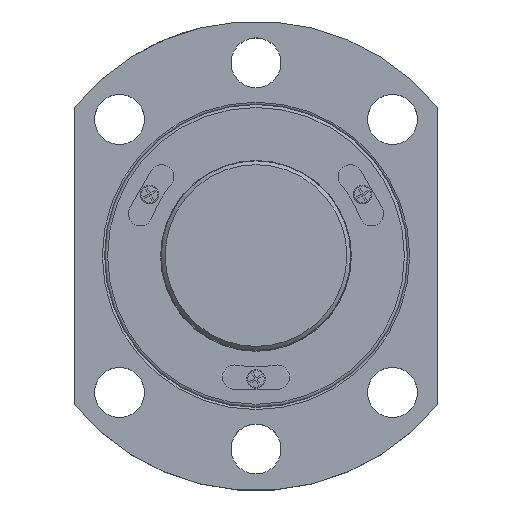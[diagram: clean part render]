
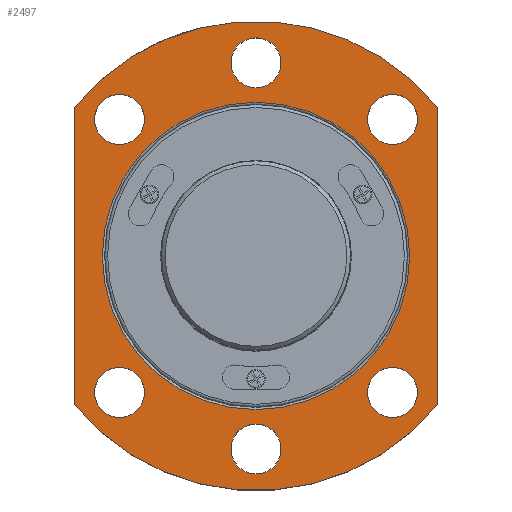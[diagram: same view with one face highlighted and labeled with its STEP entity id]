
A CAD part, top view. The second image highlights one B-rep face of the part: STEP entity #2497.
In plain terms, the highlighted planar face has unit normal (0, 0, 1).
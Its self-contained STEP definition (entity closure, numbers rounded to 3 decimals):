
#82=LINE('',#3900,#272);
#83=LINE('',#3901,#273);
#272=VECTOR('',#3004,1000.);
#273=VECTOR('',#3005,1000.);
#452=PLANE('',#2698);
#708=ORIENTED_EDGE('',*,*,#1414,.T.);
#709=ORIENTED_EDGE('',*,*,#1415,.T.);
#710=ORIENTED_EDGE('',*,*,#1410,.F.);
#711=ORIENTED_EDGE('',*,*,#1416,.T.);
#712=ORIENTED_EDGE('',*,*,#1406,.F.);
#713=ORIENTED_EDGE('',*,*,#1417,.T.);
#714=ORIENTED_EDGE('',*,*,#1418,.T.);
#715=ORIENTED_EDGE('',*,*,#1419,.T.);
#716=ORIENTED_EDGE('',*,*,#1420,.T.);
#717=ORIENTED_EDGE('',*,*,#1421,.T.);
#718=ORIENTED_EDGE('',*,*,#1422,.T.);
#1406=EDGE_CURVE('',#1760,#1761,#1965,.T.);
#1410=EDGE_CURVE('',#1764,#1765,#1967,.T.);
#1414=EDGE_CURVE('',#1768,#1768,#1969,.T.);
#1415=EDGE_CURVE('',#1769,#1769,#1970,.T.);
#1416=EDGE_CURVE('',#1764,#1761,#82,.T.);
#1417=EDGE_CURVE('',#1760,#1765,#83,.T.);
#1418=EDGE_CURVE('',#1770,#1770,#1971,.T.);
#1419=EDGE_CURVE('',#1771,#1771,#1972,.T.);
#1420=EDGE_CURVE('',#1772,#1772,#1973,.T.);
#1421=EDGE_CURVE('',#1773,#1773,#1974,.T.);
#1422=EDGE_CURVE('',#1774,#1774,#1975,.T.);
#1760=VERTEX_POINT('',#3879);
#1761=VERTEX_POINT('',#3880);
#1764=VERTEX_POINT('',#3888);
#1765=VERTEX_POINT('',#3889);
#1768=VERTEX_POINT('',#3897);
#1769=VERTEX_POINT('',#3899);
#1770=VERTEX_POINT('',#3903);
#1771=VERTEX_POINT('',#3905);
#1772=VERTEX_POINT('',#3907);
#1773=VERTEX_POINT('',#3909);
#1774=VERTEX_POINT('',#3911);
#1965=CIRCLE('',#2693,31.);
#1967=CIRCLE('',#2696,31.);
#1969=CIRCLE('',#2699,20.3);
#1970=CIRCLE('',#2700,3.3);
#1971=CIRCLE('',#2701,3.3);
#1972=CIRCLE('',#2702,3.3);
#1973=CIRCLE('',#2703,3.3);
#1974=CIRCLE('',#2704,3.3);
#1975=CIRCLE('',#2705,3.3);
#2051=EDGE_LOOP('',(#708));
#2052=EDGE_LOOP('',(#709));
#2053=EDGE_LOOP('',(#710,#711,#712,#713));
#2054=EDGE_LOOP('',(#714));
#2055=EDGE_LOOP('',(#715));
#2056=EDGE_LOOP('',(#716));
#2057=EDGE_LOOP('',(#717));
#2058=EDGE_LOOP('',(#718));
#2277=FACE_BOUND('',#2051,.T.);
#2278=FACE_BOUND('',#2052,.T.);
#2279=FACE_BOUND('',#2053,.T.);
#2280=FACE_BOUND('',#2054,.T.);
#2281=FACE_BOUND('',#2055,.T.);
#2282=FACE_BOUND('',#2056,.T.);
#2283=FACE_BOUND('',#2057,.T.);
#2284=FACE_BOUND('',#2058,.T.);
#2497=ADVANCED_FACE('',(#2277,#2278,#2279,#2280,#2281,#2282,#2283,#2284),
#452,.T.);
#2693=AXIS2_PLACEMENT_3D('',#3878,#2984,#2985);
#2696=AXIS2_PLACEMENT_3D('',#3887,#2992,#2993);
#2698=AXIS2_PLACEMENT_3D('',#3895,#2998,#2999);
#2699=AXIS2_PLACEMENT_3D('',#3896,#3000,#3001);
#2700=AXIS2_PLACEMENT_3D('',#3898,#3002,#3003);
#2701=AXIS2_PLACEMENT_3D('',#3902,#3006,#3007);
#2702=AXIS2_PLACEMENT_3D('',#3904,#3008,#3009);
#2703=AXIS2_PLACEMENT_3D('',#3906,#3010,#3011);
#2704=AXIS2_PLACEMENT_3D('',#3908,#3012,#3013);
#2705=AXIS2_PLACEMENT_3D('',#3910,#3014,#3015);
#2984=DIRECTION('',(0.,0.,-1.));
#2985=DIRECTION('',(-1.,0.,0.));
#2992=DIRECTION('',(0.,0.,-1.));
#2993=DIRECTION('',(-1.,0.,0.));
#2998=DIRECTION('',(0.,0.,1.));
#2999=DIRECTION('',(1.,0.,0.));
#3000=DIRECTION('',(0.,0.,-1.));
#3001=DIRECTION('',(-1.,0.,0.));
#3002=DIRECTION('',(0.,0.,-1.));
#3003=DIRECTION('',(-1.,0.,0.));
#3004=DIRECTION('',(0.,-1.,0.));
#3005=DIRECTION('',(0.,1.,0.));
#3006=DIRECTION('',(0.,0.,-1.));
#3007=DIRECTION('',(-1.,0.,0.));
#3008=DIRECTION('',(0.,0.,-1.));
#3009=DIRECTION('',(-1.,0.,0.));
#3010=DIRECTION('',(0.,0.,-1.));
#3011=DIRECTION('',(-1.,0.,0.));
#3012=DIRECTION('',(0.,0.,-1.));
#3013=DIRECTION('',(-1.,0.,0.));
#3014=DIRECTION('',(0.,0.,-1.));
#3015=DIRECTION('',(-1.,0.,0.));
#3878=CARTESIAN_POINT('',(0.,0.,40.));
#3879=CARTESIAN_POINT('',(24.,-19.621,40.));
#3880=CARTESIAN_POINT('',(-24.,-19.621,40.));
#3887=CARTESIAN_POINT('',(0.,0.,40.));
#3888=CARTESIAN_POINT('',(-24.,19.621,40.));
#3889=CARTESIAN_POINT('',(24.,19.621,40.));
#3895=CARTESIAN_POINT('',(0.,31.,40.));
#3896=CARTESIAN_POINT('',(0.,0.,40.));
#3897=CARTESIAN_POINT('',(-20.3,0.,40.));
#3898=CARTESIAN_POINT('',(0.,25.5,40.));
#3899=CARTESIAN_POINT('',(-3.3,25.5,40.));
#3900=CARTESIAN_POINT('',(-24.,36.,40.));
#3901=CARTESIAN_POINT('',(24.,-36.,40.));
#3902=CARTESIAN_POINT('',(-18.031,-18.031,40.));
#3903=CARTESIAN_POINT('',(-21.331,-18.031,40.));
#3904=CARTESIAN_POINT('',(0.,-25.5,40.));
#3905=CARTESIAN_POINT('',(-3.3,-25.5,40.));
#3906=CARTESIAN_POINT('',(18.031,-18.031,40.));
#3907=CARTESIAN_POINT('',(14.731,-18.031,40.));
#3908=CARTESIAN_POINT('',(-18.031,18.031,40.));
#3909=CARTESIAN_POINT('',(-21.331,18.031,40.));
#3910=CARTESIAN_POINT('',(18.031,18.031,40.));
#3911=CARTESIAN_POINT('',(14.731,18.031,40.));
